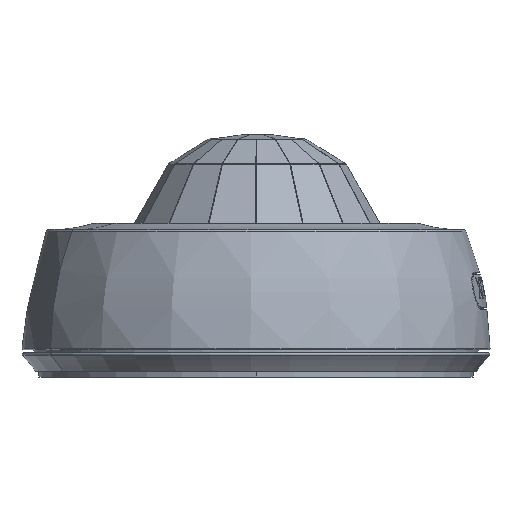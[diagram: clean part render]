
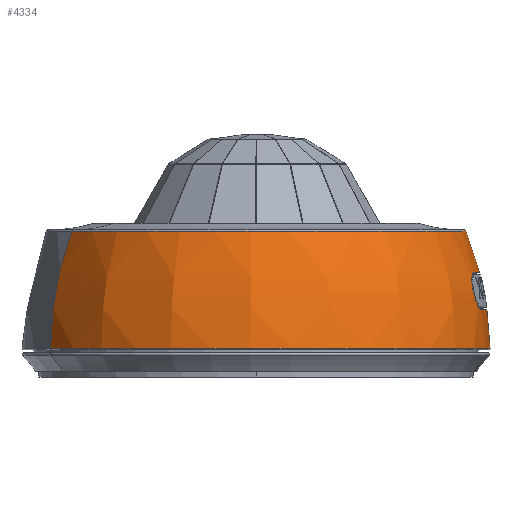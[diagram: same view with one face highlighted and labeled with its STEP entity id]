
A CAD part, left-side view. The second image highlights one B-rep face of the part: STEP entity #4334.
In plain terms, the highlighted face is a revolution surface.
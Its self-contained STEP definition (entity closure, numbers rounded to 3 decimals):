
#4205=AXIS2_PLACEMENT_3D('Circle Axis2P3D',#4203,#4204,$) ;
#4267=AXIS2_PLACEMENT_3D('Circle Axis2P3D',#4265,#4266,$) ;
#4299=AXIS2_PLACEMENT_3D('Circle Axis2P3D',#4297,#4298,$) ;
#4325=AXIS2_PLACEMENT_3D('Circle Axis2P3D',#4323,#4324,$) ;
#4181=CARTESIAN_POINT('Vertex',(22.029,-40.323,48.955)) ;
#4188=CARTESIAN_POINT('Vertex',(-22.029,40.323,48.955)) ;
#4203=CARTESIAN_POINT('Axis2P3D Location',(0.,0.,48.955)) ;
#4226=CARTESIAN_POINT('Control Point',(22.029,-40.323,48.955)) ;
#4227=CARTESIAN_POINT('Control Point',(23.267,-42.589,42.91)) ;
#4228=CARTESIAN_POINT('Control Point',(24.118,-44.147,36.519)) ;
#4229=CARTESIAN_POINT('Control Point',(24.549,-44.938,29.948)) ;
#4230=CARTESIAN_POINT('Control Point',(24.561,-44.958,23.374)) ;
#4231=CARTESIAN_POINT('Vertex',(24.561,-44.958,23.374)) ;
#4238=CARTESIAN_POINT('Vertex',(-24.561,44.958,23.374)) ;
#4242=CARTESIAN_POINT('Control Point',(-22.029,40.323,48.955)) ;
#4243=CARTESIAN_POINT('Control Point',(-23.267,42.589,42.91)) ;
#4244=CARTESIAN_POINT('Control Point',(-24.118,44.147,36.519)) ;
#4245=CARTESIAN_POINT('Control Point',(-24.549,44.938,29.948)) ;
#4246=CARTESIAN_POINT('Control Point',(-24.561,44.958,23.374)) ;
#4256=CARTESIAN_POINT('Control Point',(0.,-45.948,48.955)) ;
#4257=CARTESIAN_POINT('Control Point',(0.,-48.53,42.91)) ;
#4258=CARTESIAN_POINT('Control Point',(0.,-50.306,36.519)) ;
#4259=CARTESIAN_POINT('Control Point',(0.,-51.206,29.948)) ;
#4260=CARTESIAN_POINT('Control Point',(0.,-51.23,23.374)) ;
#4261=CARTESIAN_POINT('Axis1P Location',(0.,0.,35.936)) ;
#4265=CARTESIAN_POINT('Axis2P3D Location',(0.,0.,23.374)) ;
#4277=CARTESIAN_POINT('Control Point',(-11.368,-47.713,39.934)) ;
#4278=CARTESIAN_POINT('Control Point',(-11.888,-47.589,39.934)) ;
#4279=CARTESIAN_POINT('Control Point',(-12.411,-47.479,39.851)) ;
#4280=CARTESIAN_POINT('Control Point',(-12.921,-47.388,39.685)) ;
#4281=CARTESIAN_POINT('Control Point',(-13.863,-47.254,39.193)) ;
#4282=CARTESIAN_POINT('Control Point',(-14.61,-47.223,38.425)) ;
#4283=CARTESIAN_POINT('Control Point',(-14.914,-47.235,37.99)) ;
#4284=CARTESIAN_POINT('Control Point',(-15.377,-47.315,37.03)) ;
#4285=CARTESIAN_POINT('Control Point',(-15.516,-47.496,35.985)) ;
#4286=CARTESIAN_POINT('Control Point',(-15.5,-47.61,35.455)) ;
#4287=CARTESIAN_POINT('Control Point',(-15.212,-47.997,33.939)) ;
#4288=CARTESIAN_POINT('Control Point',(-14.271,-48.493,32.68)) ;
#4289=CARTESIAN_POINT('Control Point',(-13.414,-48.831,32.058)) ;
#4290=CARTESIAN_POINT('Control Point',(-12.399,-49.136,31.734)) ;
#4291=CARTESIAN_POINT('Control Point',(-11.368,-49.374,31.734)) ;
#4292=CARTESIAN_POINT('Vertex',(-11.368,-47.713,39.934)) ;
#4294=CARTESIAN_POINT('Vertex',(-11.368,-49.374,31.734)) ;
#4297=CARTESIAN_POINT('Axis2P3D Location',(0.,0.,39.934)) ;
#4301=CARTESIAN_POINT('Vertex',(11.309,-47.727,39.934)) ;
#4305=CARTESIAN_POINT('Control Point',(11.309,-47.727,39.934)) ;
#4306=CARTESIAN_POINT('Control Point',(11.829,-47.603,39.934)) ;
#4307=CARTESIAN_POINT('Control Point',(12.352,-47.494,39.851)) ;
#4308=CARTESIAN_POINT('Control Point',(12.862,-47.404,39.684)) ;
#4309=CARTESIAN_POINT('Control Point',(13.805,-47.271,39.193)) ;
#4310=CARTESIAN_POINT('Control Point',(14.552,-47.241,38.425)) ;
#4311=CARTESIAN_POINT('Control Point',(14.856,-47.254,37.99)) ;
#4312=CARTESIAN_POINT('Control Point',(15.318,-47.334,37.029)) ;
#4313=CARTESIAN_POINT('Control Point',(15.458,-47.515,35.985)) ;
#4314=CARTESIAN_POINT('Control Point',(15.442,-47.629,35.454)) ;
#4315=CARTESIAN_POINT('Control Point',(15.153,-48.016,33.939)) ;
#4316=CARTESIAN_POINT('Control Point',(14.212,-48.51,32.68)) ;
#4317=CARTESIAN_POINT('Control Point',(13.355,-48.847,32.058)) ;
#4318=CARTESIAN_POINT('Control Point',(12.34,-49.151,31.734)) ;
#4319=CARTESIAN_POINT('Control Point',(11.309,-49.387,31.734)) ;
#4320=CARTESIAN_POINT('Vertex',(11.309,-49.387,31.734)) ;
#4323=CARTESIAN_POINT('Axis2P3D Location',(0.,0.,31.734)) ;
#4204=DIRECTION('Axis2P3D Direction',(0.,0.,1.)) ;
#4262=DIRECTION('Axis1P Direction',(0.,0.,1.)) ;
#4266=DIRECTION('Axis2P3D Direction',(0.,0.,1.)) ;
#4298=DIRECTION('Axis2P3D Direction',(0.,0.,1.)) ;
#4324=DIRECTION('Axis2P3D Direction',(0.,0.,1.)) ;
#4263=AXIS1_PLACEMENT('Revolution Surface Axis1P',#4261,#4262) ;
#4271=ORIENTED_EDGE('',*,*,#4207,.F.) ;
#4272=ORIENTED_EDGE('',*,*,#4247,.T.) ;
#4273=ORIENTED_EDGE('',*,*,#4269,.T.) ;
#4274=ORIENTED_EDGE('',*,*,#4233,.F.) ;
#4329=ORIENTED_EDGE('',*,*,#4296,.F.) ;
#4330=ORIENTED_EDGE('',*,*,#4303,.F.) ;
#4331=ORIENTED_EDGE('',*,*,#4322,.T.) ;
#4332=ORIENTED_EDGE('',*,*,#4327,.F.) ;
#4333=FACE_BOUND('',#4328,.T.) ;
#4334=ADVANCED_FACE('Body.3',(#4275,#4333),#4264,.F.) ;
#4225=B_SPLINE_CURVE_WITH_KNOTS('',4,(#4226,#4227,#4228,#4229,#4230),.UNSPECIFIED.,.F.,.U.,(5,5),(179.99,206.286),.UNSPECIFIED.) ;
#4241=B_SPLINE_CURVE_WITH_KNOTS('',4,(#4242,#4243,#4244,#4245,#4246),.UNSPECIFIED.,.F.,.U.,(5,5),(179.99,206.286),.UNSPECIFIED.) ;
#4255=B_SPLINE_CURVE_WITH_KNOTS('',4,(#4256,#4257,#4258,#4259,#4260),.UNSPECIFIED.,.F.,.U.,(5,5),(179.99,206.286),.UNSPECIFIED.) ;
#4276=B_SPLINE_CURVE_WITH_KNOTS('',5,(#4277,#4278,#4279,#4280,#4281,#4282,#4283,#4284,#4285,#4286,#4287,#4288,#4289,#4290,#4291),.UNSPECIFIED.,.F.,.U.,(6,3,3,3,6),(0.,4.638,9.149,13.769,22.758),.UNSPECIFIED.) ;
#4304=B_SPLINE_CURVE_WITH_KNOTS('',5,(#4305,#4306,#4307,#4308,#4309,#4310,#4311,#4312,#4313,#4314,#4315,#4316,#4317,#4318,#4319),.UNSPECIFIED.,.F.,.U.,(6,3,3,3,6),(0.,4.637,9.149,13.769,22.755),.UNSPECIFIED.) ;
#4206=CIRCLE('generated circle',#4205,45.948) ;
#4268=CIRCLE('generated circle',#4267,51.23) ;
#4300=CIRCLE('generated circle',#4299,49.048) ;
#4326=CIRCLE('generated circle',#4325,50.666) ;
#4207=EDGE_CURVE('',#4189,#4182,#4206,.T.) ;
#4233=EDGE_CURVE('',#4182,#4232,#4225,.T.) ;
#4247=EDGE_CURVE('',#4189,#4239,#4241,.T.) ;
#4269=EDGE_CURVE('',#4239,#4232,#4268,.T.) ;
#4296=EDGE_CURVE('',#4293,#4295,#4276,.T.) ;
#4303=EDGE_CURVE('',#4302,#4293,#4300,.F.) ;
#4322=EDGE_CURVE('',#4302,#4321,#4304,.T.) ;
#4327=EDGE_CURVE('',#4295,#4321,#4326,.T.) ;
#4270=EDGE_LOOP('',(#4271,#4272,#4273,#4274)) ;
#4328=EDGE_LOOP('',(#4329,#4330,#4331,#4332)) ;
#4275=FACE_OUTER_BOUND('',#4270,.T.) ;
#4264=SURFACE_OF_REVOLUTION('Surface of Revolution',#4255,#4263) ;
#4182=VERTEX_POINT('',#4181) ;
#4189=VERTEX_POINT('',#4188) ;
#4232=VERTEX_POINT('',#4231) ;
#4239=VERTEX_POINT('',#4238) ;
#4293=VERTEX_POINT('',#4292) ;
#4295=VERTEX_POINT('',#4294) ;
#4302=VERTEX_POINT('',#4301) ;
#4321=VERTEX_POINT('',#4320) ;
